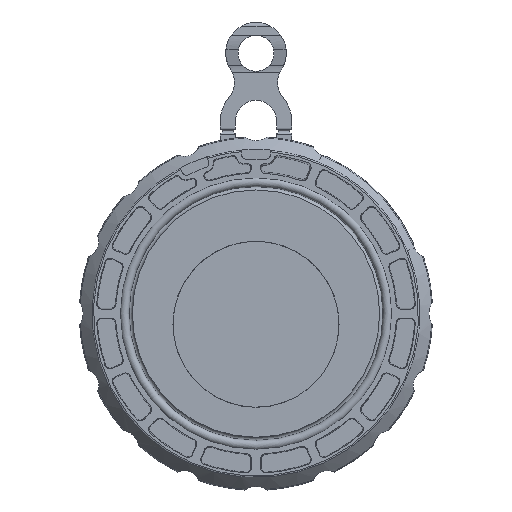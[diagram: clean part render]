
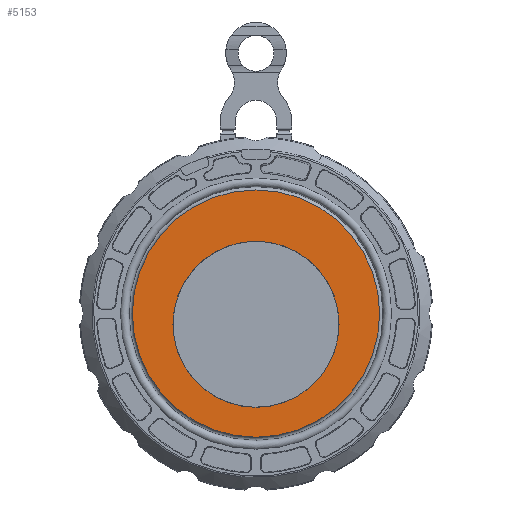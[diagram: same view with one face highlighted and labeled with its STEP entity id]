
A CAD part, left-side view. The second image highlights one B-rep face of the part: STEP entity #5153.
In plain terms, the highlighted planar face has unit normal (-1, 0, 0).
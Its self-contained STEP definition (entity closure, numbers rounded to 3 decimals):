
#4920=CARTESIAN_POINT('',(-13.5,0.,69.25));
#4921=VERTEX_POINT('',#4920);
#4922=CARTESIAN_POINT('',(-13.5,0.0,0.0));
#4923=DIRECTION('',(-1.0,0.0,0.0));
#4924=DIRECTION('',(0.0,0.0,-1.0));
#4925=AXIS2_PLACEMENT_3D('',#4922,#4923,#4924);
#4926=CIRCLE('',#4925,69.25);
#4927=EDGE_CURVE('',#4921,#4921,#4926,.T.);
#4940=CARTESIAN_POINT('',(-13.5,0.,40.5));
#4941=VERTEX_POINT('',#4940);
#4942=CARTESIAN_POINT('',(-13.5,0.0,-6.));
#4943=DIRECTION('',(1.0,0.0,0.0));
#4944=DIRECTION('',(0.0,0.0,-1.0));
#4945=AXIS2_PLACEMENT_3D('',#4942,#4943,#4944);
#4946=CIRCLE('',#4945,46.5);
#4947=EDGE_CURVE('',#4941,#4941,#4946,.T.);
#5142=CARTESIAN_POINT('',(-13.5,-42.059,17.421));
#5143=DIRECTION('',(-1.0,0.0,0.0));
#5144=DIRECTION('',(0.0,0.0,1.0));
#5145=AXIS2_PLACEMENT_3D('',#5142,#5143,#5144);
#5146=PLANE('',#5145);
#5147=ORIENTED_EDGE('',*,*,#4927,.T.);
#5148=EDGE_LOOP('',(#5147));
#5149=FACE_OUTER_BOUND('',#5148,.T.);
#5150=ORIENTED_EDGE('',*,*,#4947,.T.);
#5151=EDGE_LOOP('',(#5150));
#5152=FACE_BOUND('',#5151,.T.);
#5153=ADVANCED_FACE('',(#5149,#5152),#5146,.T.);
